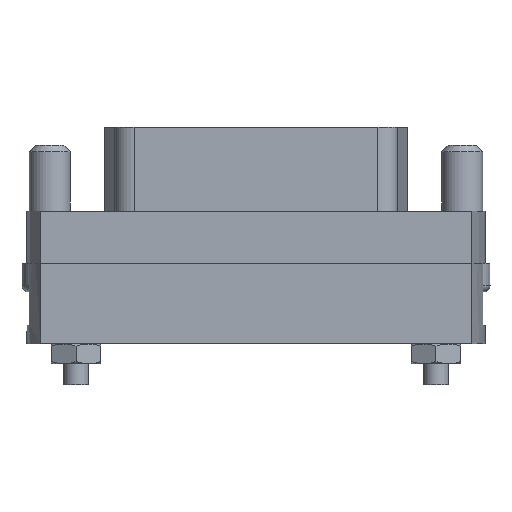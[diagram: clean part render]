
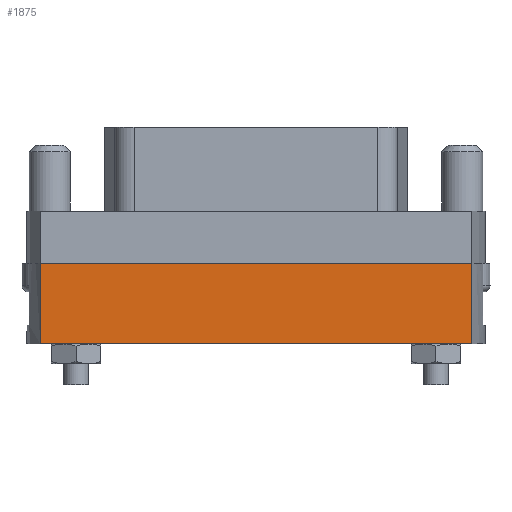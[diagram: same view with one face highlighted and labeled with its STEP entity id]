
A CAD part, front view. The second image highlights one B-rep face of the part: STEP entity #1875.
In plain terms, the highlighted planar face has unit normal (0, -1, 0).
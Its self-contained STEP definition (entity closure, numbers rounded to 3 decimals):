
#67 = DIRECTION ( 'NONE',  ( 1., 0., 0. ) ) ;
#941 = VERTEX_POINT ( 'NONE', #2744 ) ;
#988 = VECTOR ( 'NONE', #67, 1000. ) ;
#1359 = LINE ( 'NONE', #9115, #11000 ) ;
#1584 = PLANE ( 'NONE',  #8175 ) ;
#1875 = ADVANCED_FACE ( 'NONE', ( #5620 ), #1584, .T. ) ;
#2169 = EDGE_CURVE ( 'NONE', #6470, #7632, #2376, .T. ) ;
#2376 = LINE ( 'NONE', #9423, #7074 ) ;
#2744 = CARTESIAN_POINT ( 'NONE',  ( 17.412, -6.25, -6.5 ) ) ;
#2783 = CARTESIAN_POINT ( 'NONE',  ( 17.412, -6.25, 0. ) ) ;
#2870 = CARTESIAN_POINT ( 'NONE',  ( 17.412, -6.25, -6.5 ) ) ;
#3355 = ORIENTED_EDGE ( 'NONE', *, *, #7303, .T. ) ;
#4365 = CARTESIAN_POINT ( 'NONE',  ( -17.412, -6.25, -6.5 ) ) ;
#4408 = DIRECTION ( 'NONE',  ( 0., -1., 0. ) ) ;
#4436 = ORIENTED_EDGE ( 'NONE', *, *, #5558, .F. ) ;
#5003 = CARTESIAN_POINT ( 'NONE',  ( 17.412, -6.25, 0. ) ) ;
#5317 = VECTOR ( 'NONE', #7819, 1000. ) ;
#5558 = EDGE_CURVE ( 'NONE', #7632, #8646, #10275, .T. ) ;
#5620 = FACE_OUTER_BOUND ( 'NONE', #10372, .T. ) ;
#5996 = LINE ( 'NONE', #2870, #988 ) ;
#6470 = VERTEX_POINT ( 'NONE', #4365 ) ;
#7074 = VECTOR ( 'NONE', #10355, 1000. ) ;
#7240 = DIRECTION ( 'NONE',  ( 0., 0., 1. ) ) ;
#7303 = EDGE_CURVE ( 'NONE', #6470, #941, #5996, .T. ) ;
#7632 = VERTEX_POINT ( 'NONE', #7656 ) ;
#7656 = CARTESIAN_POINT ( 'NONE',  ( -17.412, -6.25, 0. ) ) ;
#7719 = ORIENTED_EDGE ( 'NONE', *, *, #10937, .T. ) ;
#7819 = DIRECTION ( 'NONE',  ( 1., 0., 0. ) ) ;
#8175 = AXIS2_PLACEMENT_3D ( 'NONE', #10034, #4408, #10939 ) ;
#8646 = VERTEX_POINT ( 'NONE', #2783 ) ;
#9115 = CARTESIAN_POINT ( 'NONE',  ( 17.412, -6.25, -6.5 ) ) ;
#9423 = CARTESIAN_POINT ( 'NONE',  ( -17.412, -6.25, -6.5 ) ) ;
#10034 = CARTESIAN_POINT ( 'NONE',  ( 17.412, -6.25, -6.5 ) ) ;
#10275 = LINE ( 'NONE', #5003, #5317 ) ;
#10355 = DIRECTION ( 'NONE',  ( 0., 0., 1. ) ) ;
#10372 = EDGE_LOOP ( 'NONE', ( #4436, #10686, #3355, #7719 ) ) ;
#10686 = ORIENTED_EDGE ( 'NONE', *, *, #2169, .F. ) ;
#10937 = EDGE_CURVE ( 'NONE', #941, #8646, #1359, .T. ) ;
#10939 = DIRECTION ( 'NONE',  ( 1., 0., 0. ) ) ;
#11000 = VECTOR ( 'NONE', #7240, 1000. ) ;
